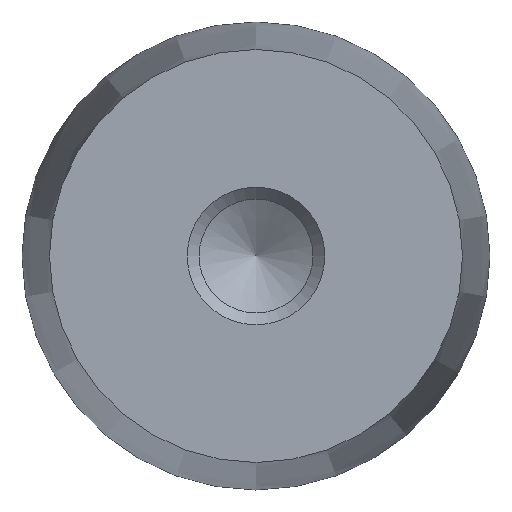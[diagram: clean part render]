
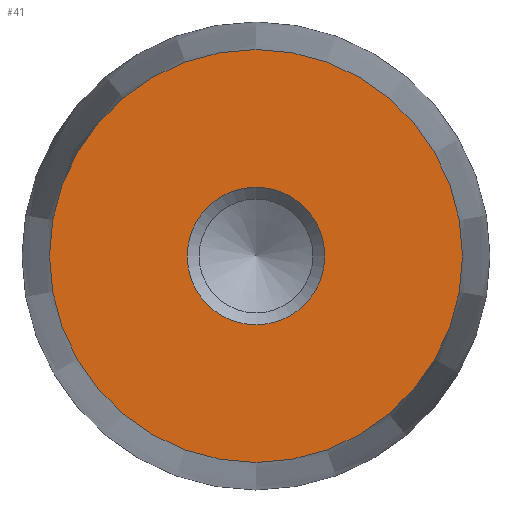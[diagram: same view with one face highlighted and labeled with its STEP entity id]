
A CAD part, front view. The second image highlights one B-rep face of the part: STEP entity #41.
In plain terms, the highlighted planar face has unit normal (0, -1, 0).
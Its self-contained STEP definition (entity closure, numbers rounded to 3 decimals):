
#41 = ADVANCED_FACE( '', ( #82, #83 ), #84, .F. );
#82 = FACE_BOUND( '', #117, .T. );
#83 = FACE_OUTER_BOUND( '', #118, .T. );
#84 = PLANE( '', #119 );
#117 = EDGE_LOOP( '', ( #156 ) );
#118 = EDGE_LOOP( '', ( #157 ) );
#119 = AXIS2_PLACEMENT_3D( '', #158, #159, #160 );
#156 = ORIENTED_EDGE( '', *, *, #168, .F. );
#157 = ORIENTED_EDGE( '', *, *, #180, .T. );
#158 = CARTESIAN_POINT( '', ( 7.5, 0., 0. ) );
#159 = DIRECTION( '', ( 0., 1., 0. ) );
#160 = DIRECTION( '', ( 0., 0., 1. ) );
#168 = EDGE_CURVE( '', #183, #183, #184, .T. );
#180 = EDGE_CURVE( '', #198, #198, #199, .T. );
#183 = VERTEX_POINT( '', #202 );
#184 = CIRCLE( '', #203, 2.5 );
#198 = VERTEX_POINT( '', #217 );
#199 = CIRCLE( '', #218, 7.5 );
#202 = CARTESIAN_POINT( '', ( 0., 0., -2.5 ) );
#203 = AXIS2_PLACEMENT_3D( '', #220, #221, #222 );
#217 = CARTESIAN_POINT( '', ( 0., 0., -7.5 ) );
#218 = AXIS2_PLACEMENT_3D( '', #235, #236, #237 );
#220 = CARTESIAN_POINT( '', ( 0., 0., 0. ) );
#221 = DIRECTION( '', ( 0., -1., 0. ) );
#222 = DIRECTION( '', ( 0., 0., -1. ) );
#235 = CARTESIAN_POINT( '', ( 0., 0., 0. ) );
#236 = DIRECTION( '', ( 0., -1., 0. ) );
#237 = DIRECTION( '', ( 0., 0., -1. ) );
